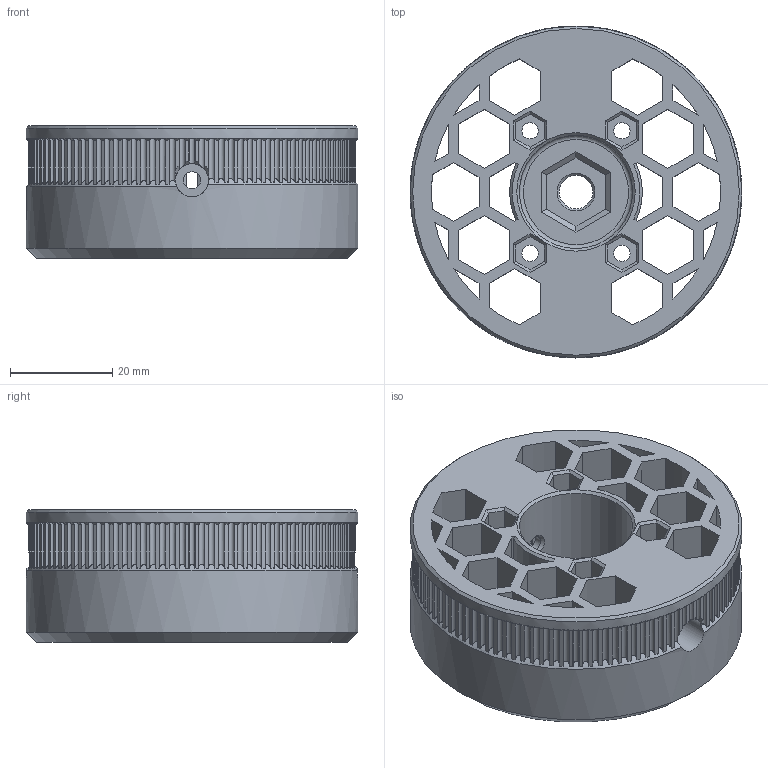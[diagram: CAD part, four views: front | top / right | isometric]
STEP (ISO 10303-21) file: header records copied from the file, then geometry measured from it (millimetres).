
FILE_DESCRIPTION(/* description */ (''),/* implementation_level */ '2;1');
FILE_NAME(/* name */ '1. Y-Axis Mount (No Z-Axis).step',/* time_stamp */ '2020-06-19T15:42:02-03:00',/* author */ (''),/* organization */ (''),/* preprocessor_version */ 'ST-DEVELOPER v18.1',/* originating_system */ 'Autodesk Translation Framework v9.3.0.1241',/* authorisation */ '');
FILE_SCHEMA (('AUTOMOTIVE_DESIGN { 1 0 10303 214 3 1 1 }'));
Length unit declared in the file: millimetre
Products named in the file (1): 1. Y-Axis Mount (No Z-Axis)
Bounding box: 65 x 65 x 26 mm (x, y, z)
Volume: 46831.8 mm3; surface area: 28906 mm2
Topology: 1 solids, 1 shells, 670 faces, 1741 edges, 1079 vertices
Faces by surface type: plane 298, cylinder 246, cone 115, bspline 10, torus 1
Full cylindrical faces by diameter (mm): 3.2 x4, 3.4 x4, 6.5 x2, 6.6 x1, 22.2 x1, 65 x2
Entity records: 24571 total; most frequent: CARTESIAN_POINT 8387, ORIENTED_EDGE 3482, DIRECTION 3285, EDGE_CURVE 1741, AXIS2_PLACEMENT_3D 1265, VERTEX_POINT 1079, LINE 755, VECTOR 755
